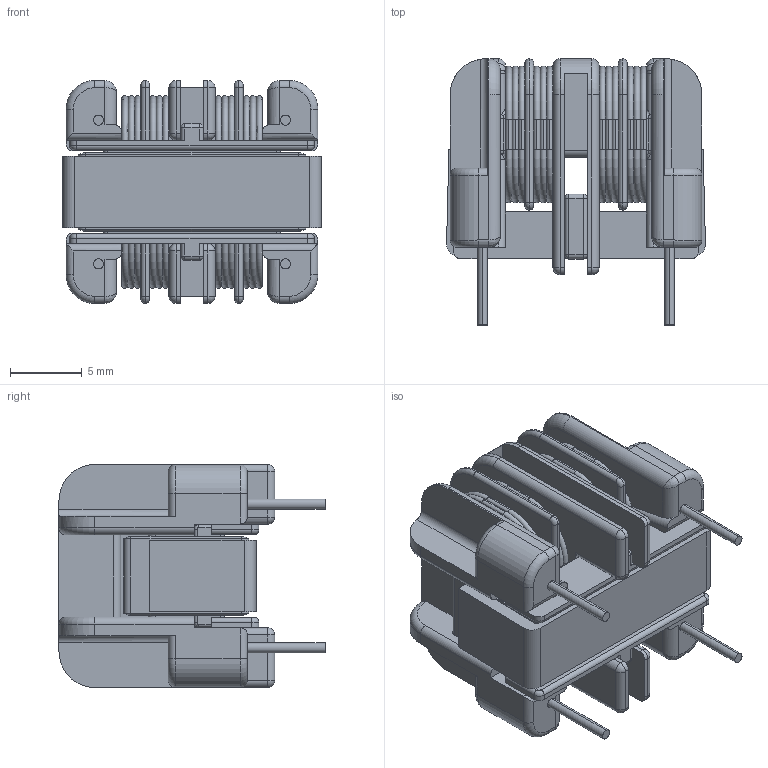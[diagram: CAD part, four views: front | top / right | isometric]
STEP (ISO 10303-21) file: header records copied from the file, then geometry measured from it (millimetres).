
FILE_DESCRIPTION (( 'STEP AP214' ), '1' );
FILE_NAME ('SU10VFC(MAX-LOGO).STEP', '2018-11-06T05:32:53', ( '' ), ( '' ), 'SwSTEP 2.0', 'SolidWorks 2018', '' );
FILE_SCHEMA (( 'AUTOMOTIVE_DESIGN' ));
Length unit declared in the file: millimetre
Products named in the file (1): SU10VFC(MAX-LOGO)
Bounding box: 17.99 x 18.5 x 15.5 mm (x, y, z)
Volume: 2381.3 mm3; surface area: 3995.5 mm2
Topology: 2 solids, 6 shells, 912 faces, 2367 edges, 1448 vertices
Faces by surface type: cylinder 394, plane 302, torus 160, bspline 24, sphere 16, cone 16
Entity records: 38400 total; most frequent: CARTESIAN_POINT 6106, DIRECTION 4779, ORIENTED_EDGE 4694, EDGE_CURVE 2347, AXIS2_PLACEMENT_3D 1793, VERTEX_POINT 1448, LINE 1193, VECTOR 1193
